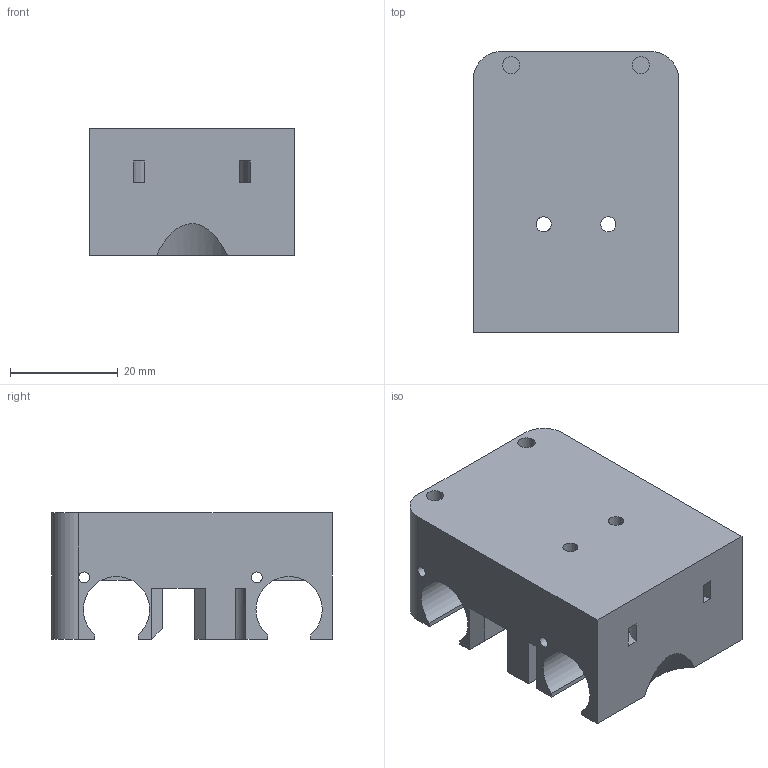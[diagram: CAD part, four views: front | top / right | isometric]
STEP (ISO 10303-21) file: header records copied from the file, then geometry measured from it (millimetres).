
FILE_DESCRIPTION(('FreeCAD Model'),'2;1');
FILE_NAME('Open CASCADE Shape Model','2024-11-24T23:22:10',(''),(''), 'Open CASCADE STEP processor 7.6','FreeCAD','Unknown');
FILE_SCHEMA(('AUTOMOTIVE_DESIGN { 1 0 10303 214 1 1 1 1 }'));
Length unit declared in the file: millimetre
Products named in the file (1): NEW.carriage
Bounding box: 38 x 52 x 23.5 mm (x, y, z)
Volume: 32756.6 mm3; surface area: 11848.8 mm2
Topology: 1 solids, 1 shells, 63 faces, 167 edges, 110 vertices
Faces by surface type: plane 45, cylinder 18
Full cylindrical faces by diameter (mm): 2 x2, 2.8 x3, 3.2 x2
Entity records: 4184 total; most frequent: CARTESIAN_POINT 922, DIRECTION 569, ORIENTED_EDGE 334, PCURVE 334, DEFINITIONAL_REPRESENTATION 334, LINE 327, VECTOR 327, EDGE_CURVE 167
